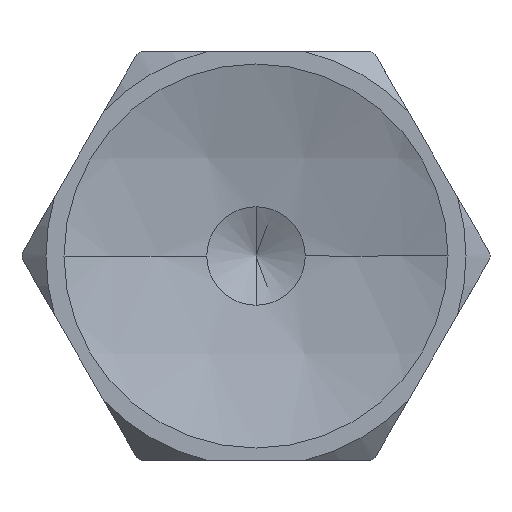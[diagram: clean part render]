
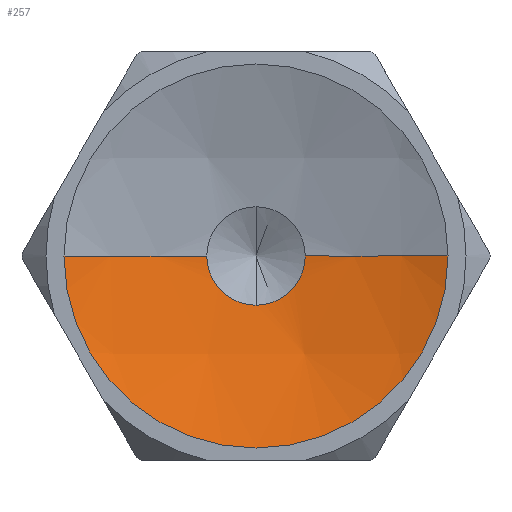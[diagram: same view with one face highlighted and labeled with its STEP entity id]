
A CAD part, front view. The second image highlights one B-rep face of the part: STEP entity #257.
In plain terms, the highlighted spherical face has radius 21 mm.
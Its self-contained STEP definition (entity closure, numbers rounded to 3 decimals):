
#7 = DIRECTION ( 'NONE',  ( 1., 0., 0. ) ) ;
#74 = VERTEX_POINT ( 'NONE', #343 ) ;
#130 = DIRECTION ( 'NONE',  ( 0., 1., 0. ) ) ;
#134 = DIRECTION ( 'NONE',  ( 0., 1., 0. ) ) ;
#164 = ORIENTED_EDGE ( 'NONE', *, *, #342, .F. ) ;
#224 = DIRECTION ( 'NONE',  ( -1., 0., 0. ) ) ;
#257 = ADVANCED_FACE ( 'NONE', ( #1297 ), #507, .F. ) ;
#259 = DIRECTION ( 'NONE',  ( 0., 0., -1. ) ) ;
#284 = EDGE_LOOP ( 'NONE', ( #164, #797, #435, #457, #1238 ) ) ;
#295 = EDGE_CURVE ( 'NONE', #878, #893, #759, .T. ) ;
#317 = AXIS2_PLACEMENT_3D ( 'NONE', #828, #420, #224 ) ;
#342 = EDGE_CURVE ( 'NONE', #717, #840, #1229, .T. ) ;
#343 = CARTESIAN_POINT ( 'NONE',  ( 2.05, -4.917, 0. ) ) ;
#362 = CIRCLE ( 'NONE', #1161, 21. ) ;
#380 = AXIS2_PLACEMENT_3D ( 'NONE', #736, #134, #842 ) ;
#408 = CARTESIAN_POINT ( 'NONE',  ( 0., -4.917, -2.05 ) ) ;
#420 = DIRECTION ( 'NONE',  ( 0., 0., 1. ) ) ;
#435 = ORIENTED_EDGE ( 'NONE', *, *, #953, .T. ) ;
#457 = ORIENTED_EDGE ( 'NONE', *, *, #295, .T. ) ;
#507 = SPHERICAL_SURFACE ( 'NONE', #317, 21. ) ;
#513 = CARTESIAN_POINT ( 'NONE',  ( 8., -6.4, 0. ) ) ;
#521 = AXIS2_PLACEMENT_3D ( 'NONE', #1153, #546, #1264 ) ;
#546 = DIRECTION ( 'NONE',  ( 0., 1., 0. ) ) ;
#569 = CIRCLE ( 'NONE', #1191, 2.05 ) ;
#605 = DIRECTION ( 'NONE',  ( 0., 0., 1. ) ) ;
#615 = CARTESIAN_POINT ( 'NONE',  ( -2.05, -4.917, 0. ) ) ;
#668 = EDGE_CURVE ( 'NONE', #717, #74, #362, .T. ) ;
#717 = VERTEX_POINT ( 'NONE', #513 ) ;
#732 = CARTESIAN_POINT ( 'NONE',  ( 0., -4.917, 0. ) ) ;
#736 = CARTESIAN_POINT ( 'NONE',  ( 0., -4.917, 0. ) ) ;
#759 = CIRCLE ( 'NONE', #380, 2.05 ) ;
#797 = ORIENTED_EDGE ( 'NONE', *, *, #668, .T. ) ;
#828 = CARTESIAN_POINT ( 'NONE',  ( 0., -25.816, 0. ) ) ;
#837 = DIRECTION ( 'NONE',  ( 0., 0., 1. ) ) ;
#840 = VERTEX_POINT ( 'NONE', #1041 ) ;
#842 = DIRECTION ( 'NONE',  ( 0., 0., 1. ) ) ;
#863 = CARTESIAN_POINT ( 'NONE',  ( 0., -25.816, 0. ) ) ;
#878 = VERTEX_POINT ( 'NONE', #408 ) ;
#893 = VERTEX_POINT ( 'NONE', #615 ) ;
#953 = EDGE_CURVE ( 'NONE', #74, #878, #569, .T. ) ;
#964 = DIRECTION ( 'NONE',  ( -1., 0., 0. ) ) ;
#975 = CIRCLE ( 'NONE', #1312, 21. ) ;
#1041 = CARTESIAN_POINT ( 'NONE',  ( -8., -6.4, 0. ) ) ;
#1153 = CARTESIAN_POINT ( 'NONE',  ( 0., -6.4, 0. ) ) ;
#1161 = AXIS2_PLACEMENT_3D ( 'NONE', #1216, #605, #7 ) ;
#1191 = AXIS2_PLACEMENT_3D ( 'NONE', #732, #130, #837 ) ;
#1209 = EDGE_CURVE ( 'NONE', #840, #893, #975, .T. ) ;
#1216 = CARTESIAN_POINT ( 'NONE',  ( 0., -25.816, 0. ) ) ;
#1229 = CIRCLE ( 'NONE', #521, 8. ) ;
#1238 = ORIENTED_EDGE ( 'NONE', *, *, #1209, .F. ) ;
#1264 = DIRECTION ( 'NONE',  ( 0., 0., 1. ) ) ;
#1297 = FACE_OUTER_BOUND ( 'NONE', #284, .T. ) ;
#1312 = AXIS2_PLACEMENT_3D ( 'NONE', #863, #259, #964 ) ;
